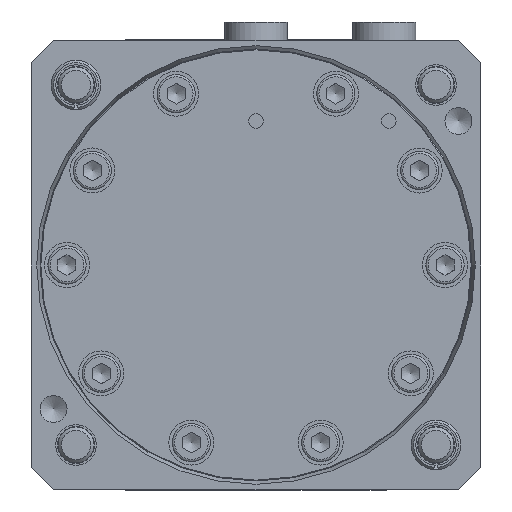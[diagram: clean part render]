
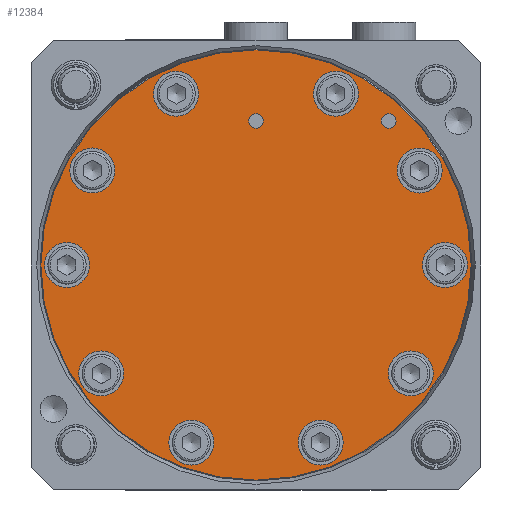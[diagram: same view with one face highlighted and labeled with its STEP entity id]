
A CAD part, front view. The second image highlights one B-rep face of the part: STEP entity #12384.
In plain terms, the highlighted planar face has unit normal (0, -1, 0).
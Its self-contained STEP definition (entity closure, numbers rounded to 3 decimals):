
#572=FACE_BOUND('',#2150,.T.);
#573=FACE_BOUND('',#2151,.T.);
#574=FACE_BOUND('',#2152,.T.);
#575=FACE_BOUND('',#2153,.T.);
#576=FACE_BOUND('',#2154,.T.);
#577=FACE_BOUND('',#2155,.T.);
#578=FACE_BOUND('',#2156,.T.);
#579=FACE_BOUND('',#2157,.T.);
#580=FACE_BOUND('',#2158,.T.);
#581=FACE_BOUND('',#2159,.T.);
#582=FACE_BOUND('',#2160,.T.);
#583=FACE_BOUND('',#2161,.T.);
#886=CIRCLE('',#13489,47.8);
#887=CIRCLE('',#13491,5.);
#888=CIRCLE('',#13492,5.);
#889=CIRCLE('',#13493,5.);
#890=CIRCLE('',#13494,5.);
#891=CIRCLE('',#13495,5.);
#892=CIRCLE('',#13496,5.);
#893=CIRCLE('',#13497,5.);
#894=CIRCLE('',#13498,5.);
#895=CIRCLE('',#13499,5.);
#896=CIRCLE('',#13500,5.);
#897=CIRCLE('',#13501,1.621);
#898=CIRCLE('',#13502,1.621);
#1413=FACE_OUTER_BOUND('',#2149,.T.);
#2149=EDGE_LOOP('',(#8908));
#2150=EDGE_LOOP('',(#8909));
#2151=EDGE_LOOP('',(#8910));
#2152=EDGE_LOOP('',(#8911));
#2153=EDGE_LOOP('',(#8912));
#2154=EDGE_LOOP('',(#8913));
#2155=EDGE_LOOP('',(#8914));
#2156=EDGE_LOOP('',(#8915));
#2157=EDGE_LOOP('',(#8916));
#2158=EDGE_LOOP('',(#8917));
#2159=EDGE_LOOP('',(#8918));
#2160=EDGE_LOOP('',(#8919));
#2161=EDGE_LOOP('',(#8920));
#5180=VERTEX_POINT('',#19468);
#5181=VERTEX_POINT('',#19472);
#5182=VERTEX_POINT('',#19474);
#5183=VERTEX_POINT('',#19476);
#5184=VERTEX_POINT('',#19478);
#5185=VERTEX_POINT('',#19480);
#5186=VERTEX_POINT('',#19482);
#5187=VERTEX_POINT('',#19484);
#5188=VERTEX_POINT('',#19486);
#5189=VERTEX_POINT('',#19488);
#5190=VERTEX_POINT('',#19490);
#5191=VERTEX_POINT('',#19492);
#5192=VERTEX_POINT('',#19494);
#6540=EDGE_CURVE('',#5180,#5180,#886,.T.);
#6541=EDGE_CURVE('',#5181,#5181,#887,.T.);
#6542=EDGE_CURVE('',#5182,#5182,#888,.T.);
#6543=EDGE_CURVE('',#5183,#5183,#889,.T.);
#6544=EDGE_CURVE('',#5184,#5184,#890,.T.);
#6545=EDGE_CURVE('',#5185,#5185,#891,.T.);
#6546=EDGE_CURVE('',#5186,#5186,#892,.T.);
#6547=EDGE_CURVE('',#5187,#5187,#893,.T.);
#6548=EDGE_CURVE('',#5188,#5188,#894,.T.);
#6549=EDGE_CURVE('',#5189,#5189,#895,.T.);
#6550=EDGE_CURVE('',#5190,#5190,#896,.T.);
#6551=EDGE_CURVE('',#5191,#5191,#897,.T.);
#6552=EDGE_CURVE('',#5192,#5192,#898,.T.);
#8908=ORIENTED_EDGE('',*,*,#6540,.F.);
#8909=ORIENTED_EDGE('',*,*,#6541,.T.);
#8910=ORIENTED_EDGE('',*,*,#6542,.T.);
#8911=ORIENTED_EDGE('',*,*,#6543,.T.);
#8912=ORIENTED_EDGE('',*,*,#6544,.T.);
#8913=ORIENTED_EDGE('',*,*,#6545,.T.);
#8914=ORIENTED_EDGE('',*,*,#6546,.T.);
#8915=ORIENTED_EDGE('',*,*,#6547,.T.);
#8916=ORIENTED_EDGE('',*,*,#6548,.T.);
#8917=ORIENTED_EDGE('',*,*,#6549,.T.);
#8918=ORIENTED_EDGE('',*,*,#6550,.T.);
#8919=ORIENTED_EDGE('',*,*,#6551,.T.);
#8920=ORIENTED_EDGE('',*,*,#6552,.T.);
#11120=PLANE('',#13490);
#12384=ADVANCED_FACE('',(#1413,#572,#573,#574,#575,#576,#577,#578,#579,
#580,#581,#582,#583),#11120,.F.);
#13489=AXIS2_PLACEMENT_3D('',#19470,#15545,#15546);
#13490=AXIS2_PLACEMENT_3D('',#19471,#15547,#15548);
#13491=AXIS2_PLACEMENT_3D('',#19473,#15549,#15550);
#13492=AXIS2_PLACEMENT_3D('',#19475,#15551,#15552);
#13493=AXIS2_PLACEMENT_3D('',#19477,#15553,#15554);
#13494=AXIS2_PLACEMENT_3D('',#19479,#15555,#15556);
#13495=AXIS2_PLACEMENT_3D('',#19481,#15557,#15558);
#13496=AXIS2_PLACEMENT_3D('',#19483,#15559,#15560);
#13497=AXIS2_PLACEMENT_3D('',#19485,#15561,#15562);
#13498=AXIS2_PLACEMENT_3D('',#19487,#15563,#15564);
#13499=AXIS2_PLACEMENT_3D('',#19489,#15565,#15566);
#13500=AXIS2_PLACEMENT_3D('',#19491,#15567,#15568);
#13501=AXIS2_PLACEMENT_3D('',#19493,#15569,#15570);
#13502=AXIS2_PLACEMENT_3D('',#19495,#15571,#15572);
#15545=DIRECTION('center_axis',(0.,1.,0.));
#15546=DIRECTION('ref_axis',(0.,0.,
1.));
#15547=DIRECTION('center_axis',(0.,1.,0.));
#15548=DIRECTION('ref_axis',(0.,0.,
1.));
#15549=DIRECTION('center_axis',(0.,1.,0.));
#15550=DIRECTION('ref_axis',(0.,0.,
-1.));
#15551=DIRECTION('center_axis',(0.,1.,0.));
#15552=DIRECTION('ref_axis',(0.,0.,
-1.));
#15553=DIRECTION('center_axis',(0.,1.,0.));
#15554=DIRECTION('ref_axis',(0.,0.,
-1.));
#15555=DIRECTION('center_axis',(0.,1.,0.));
#15556=DIRECTION('ref_axis',(0.,0.,
-1.));
#15557=DIRECTION('center_axis',(0.,1.,0.));
#15558=DIRECTION('ref_axis',(0.,0.,
-1.));
#15559=DIRECTION('center_axis',(0.,1.,0.));
#15560=DIRECTION('ref_axis',(0.,0.,
-1.));
#15561=DIRECTION('center_axis',(0.,1.,0.));
#15562=DIRECTION('ref_axis',(0.,0.,
-1.));
#15563=DIRECTION('center_axis',(0.,1.,0.));
#15564=DIRECTION('ref_axis',(0.,0.,
-1.));
#15565=DIRECTION('center_axis',(0.,1.,0.));
#15566=DIRECTION('ref_axis',(0.,0.,
-1.));
#15567=DIRECTION('center_axis',(0.,1.,0.));
#15568=DIRECTION('ref_axis',(0.,0.,
-1.));
#15569=DIRECTION('center_axis',(0.,1.,0.));
#15570=DIRECTION('ref_axis',(0.,0.,
-1.));
#15571=DIRECTION('center_axis',(0.,1.,0.));
#15572=DIRECTION('ref_axis',(0.,0.,
-1.));
#19468=CARTESIAN_POINT('',(0.,0.,2.2));
#19470=CARTESIAN_POINT('Origin',(0.,0.,
50.));
#19471=CARTESIAN_POINT('Origin',(0.,0.,
50.));
#19472=CARTESIAN_POINT('',(-34.404,0.,30.91));
#19473=CARTESIAN_POINT('Origin',(-34.404,0.,
25.91));
#19474=CARTESIAN_POINT('',(14.365,0.,15.533));
#19475=CARTESIAN_POINT('Origin',(14.365,0.,10.533));
#19476=CARTESIAN_POINT('',(-42.,0.,55.));
#19477=CARTESIAN_POINT('Origin',(-42.,0.,50.));
#19478=CARTESIAN_POINT('',(-17.75,0.,93.065));
#19479=CARTESIAN_POINT('Origin',(-17.75,0.,
88.065));
#19480=CARTESIAN_POINT('',(36.373,0.,76.));
#19481=CARTESIAN_POINT('Origin',(36.373,0.,
71.));
#19482=CARTESIAN_POINT('',(42.,0.,55.));
#19483=CARTESIAN_POINT('Origin',(42.,0.,50.));
#19484=CARTESIAN_POINT('',(17.75,0.,93.065));
#19485=CARTESIAN_POINT('Origin',(17.75,0.,
88.065));
#19486=CARTESIAN_POINT('',(-36.373,0.,76.));
#19487=CARTESIAN_POINT('Origin',(-36.373,0.,
71.));
#19488=CARTESIAN_POINT('',(-14.365,0.,15.533));
#19489=CARTESIAN_POINT('Origin',(-14.365,0.,
10.533));
#19490=CARTESIAN_POINT('',(34.404,0.,30.91));
#19491=CARTESIAN_POINT('Origin',(34.404,0.,
25.91));
#19492=CARTESIAN_POINT('',(0.,0.,83.621));
#19493=CARTESIAN_POINT('Origin',(0.,0.,
82.));
#19494=CARTESIAN_POINT('',(29.5,0.,83.621));
#19495=CARTESIAN_POINT('Origin',(29.5,0.,
82.));
